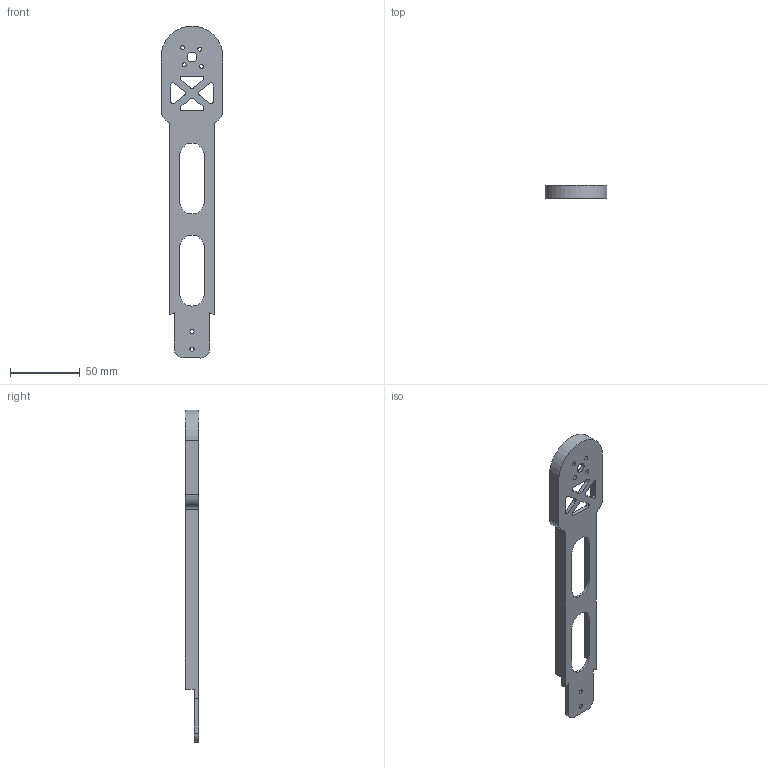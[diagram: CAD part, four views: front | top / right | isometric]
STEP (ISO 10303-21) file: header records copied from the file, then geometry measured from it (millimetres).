
FILE_DESCRIPTION(/* description */ (''),/* implementation_level */ '2;1');
FILE_NAME(/* name */ 'Arm.stp',/* time_stamp */ '2015-05-12T06:52:05-07:00',/* author */ ('Admin'),/* organization */ (''),/* preprocessor_version */ 'ST-DEVELOPER v16.1',/* originating_system */ 'Autodesk Inventor 2016',/* authorisation */ '');
FILE_SCHEMA (('AUTOMOTIVE_DESIGN { 1 0 10303 214 3 1 1 }'));
Length unit declared in the file: inch
Products named in the file (1): Arm
Bounding box: 44.45 x 9.53 x 238.12 mm (x, y, z)
Volume: 21615 mm3; surface area: 20407 mm2
Topology: 1 solids, 1 shells, 82 faces, 234 edges, 154 vertices
Faces by surface type: plane 45, cylinder 36, bspline 1
Full cylindrical faces by diameter (mm): 3 x6, 7 x1
Entity records: 2757 total; most frequent: CARTESIAN_POINT 498, DIRECTION 464, ORIENTED_EDGE 458, EDGE_CURVE 227, AXIS2_PLACEMENT_3D 157, VERTEX_POINT 154, LINE 150, VECTOR 150
